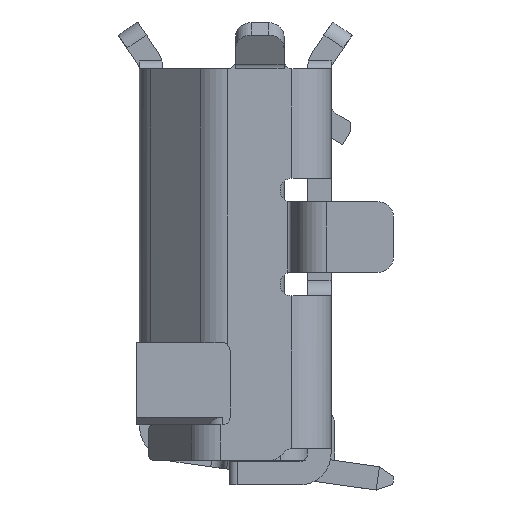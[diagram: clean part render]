
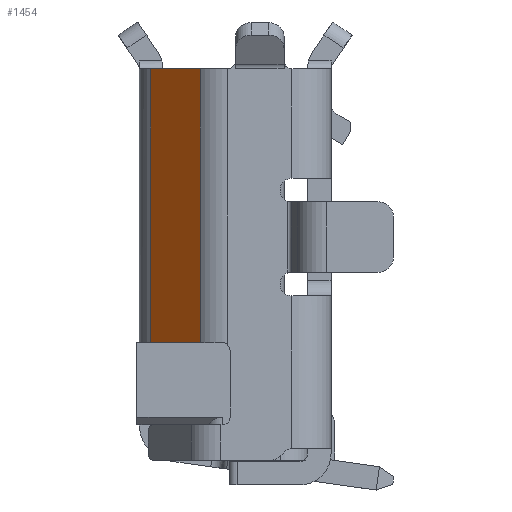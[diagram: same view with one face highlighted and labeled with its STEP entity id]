
A CAD part, left-side view. The second image highlights one B-rep face of the part: STEP entity #1454.
In plain terms, the highlighted planar face has unit normal (-0.707, 0.707, 0).
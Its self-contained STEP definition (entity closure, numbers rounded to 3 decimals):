
#277 = LINE ( 'NONE', #11461, #1588 ) ;
#835 = VERTEX_POINT ( 'NONE', #3242 ) ;
#953 = LINE ( 'NONE', #12289, #26410 ) ;
#985 = EDGE_CURVE ( 'NONE', #32967, #835, #15843, .T. ) ;
#1454 = ADVANCED_FACE ( 'NONE', ( #7552 ), #4982, .F. ) ;
#1547 = EDGE_LOOP ( 'NONE', ( #24216, #30263, #8683, #3436 ) ) ;
#1588 = VECTOR ( 'NONE', #31086, 1000. ) ;
#3242 = CARTESIAN_POINT ( 'NONE',  ( -3.604, 1.721, 2.15 ) ) ;
#3436 = ORIENTED_EDGE ( 'NONE', *, *, #13672, .T. ) ;
#3576 = CARTESIAN_POINT ( 'NONE',  ( -2.971, 2.354, -1.35 ) ) ;
#4271 = CARTESIAN_POINT ( 'NONE',  ( -2.971, 2.354, 2.15 ) ) ;
#4596 = DIRECTION ( 'NONE',  ( 0., 0., 1. ) ) ;
#4982 = PLANE ( 'NONE',  #13425 ) ;
#5879 = DIRECTION ( 'NONE',  ( 0., 0., 1. ) ) ;
#7552 = FACE_OUTER_BOUND ( 'NONE', #1547, .T. ) ;
#8683 = ORIENTED_EDGE ( 'NONE', *, *, #11821, .T. ) ;
#10668 = LINE ( 'NONE', #12859, #11857 ) ;
#11461 = CARTESIAN_POINT ( 'NONE',  ( -2.971, 2.354, -1.35 ) ) ;
#11821 = EDGE_CURVE ( 'NONE', #32461, #29608, #277, .T. ) ;
#11857 = VECTOR ( 'NONE', #13421, 1000. ) ;
#12207 = DIRECTION ( 'NONE',  ( -0.707, -0.707, 0. ) ) ;
#12289 = CARTESIAN_POINT ( 'NONE',  ( -3.604, 1.721, -1.35 ) ) ;
#12859 = CARTESIAN_POINT ( 'NONE',  ( -2.971, 2.354, 2.15 ) ) ;
#13421 = DIRECTION ( 'NONE',  ( 0., 0., -1. ) ) ;
#13425 = AXIS2_PLACEMENT_3D ( 'NONE', #24270, #22081, #4596 ) ;
#13672 = EDGE_CURVE ( 'NONE', #29608, #835, #953, .T. ) ;
#13723 = CARTESIAN_POINT ( 'NONE',  ( -2.971, 2.354, 2.15 ) ) ;
#13978 = CARTESIAN_POINT ( 'NONE',  ( -3.604, 1.721, -1.35 ) ) ;
#15843 = LINE ( 'NONE', #4271, #29913 ) ;
#22081 = DIRECTION ( 'NONE',  ( 0.707, -0.707, 0. ) ) ;
#24216 = ORIENTED_EDGE ( 'NONE', *, *, #985, .F. ) ;
#24270 = CARTESIAN_POINT ( 'NONE',  ( -2.971, 2.354, 2.15 ) ) ;
#24549 = EDGE_CURVE ( 'NONE', #32967, #32461, #10668, .T. ) ;
#26410 = VECTOR ( 'NONE', #5879, 1000. ) ;
#29608 = VERTEX_POINT ( 'NONE', #13978 ) ;
#29913 = VECTOR ( 'NONE', #12207, 1000. ) ;
#30263 = ORIENTED_EDGE ( 'NONE', *, *, #24549, .T. ) ;
#31086 = DIRECTION ( 'NONE',  ( -0.707, -0.707, 0. ) ) ;
#32461 = VERTEX_POINT ( 'NONE', #3576 ) ;
#32967 = VERTEX_POINT ( 'NONE', #13723 ) ;
